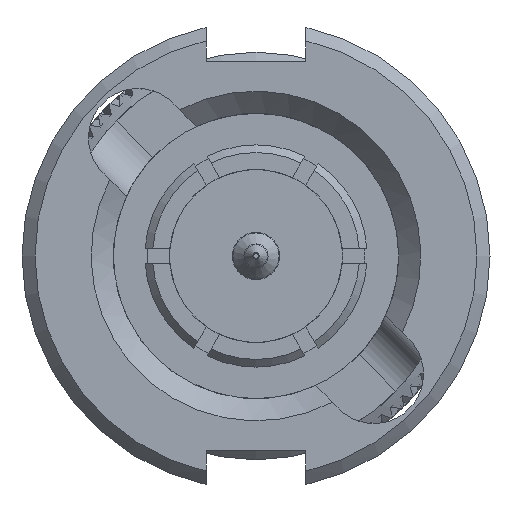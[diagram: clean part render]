
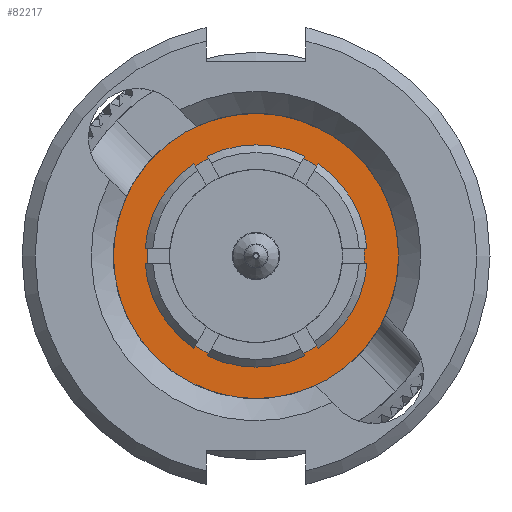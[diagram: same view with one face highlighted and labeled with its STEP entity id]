
A CAD part, left-side view. The second image highlights one B-rep face of the part: STEP entity #82217.
In plain terms, the highlighted planar face has unit normal (-1, 0, 0).
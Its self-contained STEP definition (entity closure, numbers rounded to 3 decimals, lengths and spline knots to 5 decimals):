
#1427 = CARTESIAN_POINT ( 'NONE',  ( 0.20989, -0.09284, 0. ) ) ;
#3898 = ORIENTED_EDGE ( 'NONE', *, *, #119344, .T. ) ;
#8471 = AXIS2_PLACEMENT_3D ( 'NONE', #106841, #8884, #20134 ) ;
#8884 = DIRECTION ( 'NONE',  ( -1., 0., 0. ) ) ;
#11956 = VERTEX_POINT ( 'NONE', #119091 ) ;
#15206 = CIRCLE ( 'NONE', #78223, 0.07049 ) ;
#18467 = DIRECTION ( 'NONE',  ( 0., 1., 0. ) ) ;
#20134 = DIRECTION ( 'NONE',  ( 0., -1., 0. ) ) ;
#35192 = VERTEX_POINT ( 'NONE', #1427 ) ;
#38940 = PLANE ( 'NONE',  #45695 ) ;
#40411 = ORIENTED_EDGE ( 'NONE', *, *, #122214, .F. ) ;
#45695 = AXIS2_PLACEMENT_3D ( 'NONE', #114366, #101716, #18467 ) ;
#49226 = CIRCLE ( 'NONE', #8471, 0.09284 ) ;
#51717 = EDGE_LOOP ( 'NONE', ( #40411 ) ) ;
#59433 = FACE_BOUND ( 'NONE', #51717, .T. ) ;
#78223 = AXIS2_PLACEMENT_3D ( 'NONE', #127085, #116525, #127774 ) ;
#82217 = ADVANCED_FACE ( 'NONE', ( #59433, #115067 ), #38940, .F. ) ;
#101716 = DIRECTION ( 'NONE',  ( 1., 0., 0. ) ) ;
#106841 = CARTESIAN_POINT ( 'NONE',  ( 0.20989, 0., 0. ) ) ;
#114366 = CARTESIAN_POINT ( 'NONE',  ( 0.20989, 0.07049, 0. ) ) ;
#115067 = FACE_OUTER_BOUND ( 'NONE', #128607, .T. ) ;
#116525 = DIRECTION ( 'NONE',  ( -1., 0., 0. ) ) ;
#119091 = CARTESIAN_POINT ( 'NONE',  ( 0.20989, -0.07049, 0. ) ) ;
#119344 = EDGE_CURVE ( 'NONE', #35192, #35192, #49226, .T. ) ;
#122214 = EDGE_CURVE ( 'NONE', #11956, #11956, #15206, .T. ) ;
#127085 = CARTESIAN_POINT ( 'NONE',  ( 0.20989, 0., 0. ) ) ;
#127774 = DIRECTION ( 'NONE',  ( 0., -1., 0. ) ) ;
#128607 = EDGE_LOOP ( 'NONE', ( #3898 ) ) ;
